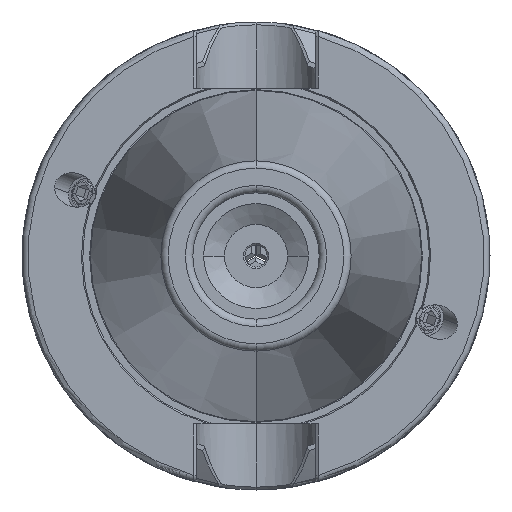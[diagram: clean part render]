
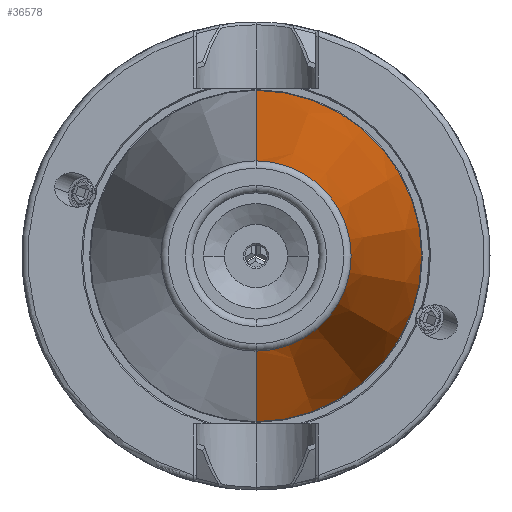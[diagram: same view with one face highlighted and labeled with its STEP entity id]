
A CAD part, front view. The second image highlights one B-rep face of the part: STEP entity #36578.
In plain terms, the highlighted conical face has half-angle 8.297 degrees and reference radius 12.688 mm.
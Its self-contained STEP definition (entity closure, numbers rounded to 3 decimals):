
#670 = CARTESIAN_POINT ( 'NONE',  ( 0., -1.5, 22.298 ) ) ;
#840 = CONICAL_SURFACE ( 'NONE', #15383, 12.687, 0.145 ) ;
#2465 = AXIS2_PLACEMENT_3D ( 'NONE', #7559, #27580, #10427 ) ;
#2927 = ORIENTED_EDGE ( 'NONE', *, *, #19722, .T. ) ;
#3052 = CIRCLE ( 'NONE', #10504, 12.812 ) ;
#4555 = VERTEX_POINT ( 'NONE', #21032 ) ;
#5556 = VERTEX_POINT ( 'NONE', #670 ) ;
#7559 = CARTESIAN_POINT ( 'NONE',  ( 0., -1.5, 0. ) ) ;
#7657 = CIRCLE ( 'NONE', #2465, 22.298 ) ;
#8028 = VECTOR ( 'NONE', #27355, 1000. ) ;
#9653 = CARTESIAN_POINT ( 'NONE',  ( 0., -1.5, -22.298 ) ) ;
#10295 = EDGE_CURVE ( 'NONE', #33562, #13222, #20040, .T. ) ;
#10427 = DIRECTION ( 'NONE',  ( 0., 0., 1. ) ) ;
#10504 = AXIS2_PLACEMENT_3D ( 'NONE', #29838, #12675, #32775 ) ;
#10924 = CARTESIAN_POINT ( 'NONE',  ( 0., -67.4, -12.687 ) ) ;
#12136 = ORIENTED_EDGE ( 'NONE', *, *, #29517, .F. ) ;
#12675 = DIRECTION ( 'NONE',  ( 0., 1., 0. ) ) ;
#13222 = VERTEX_POINT ( 'NONE', #9653 ) ;
#14599 = ORIENTED_EDGE ( 'NONE', *, *, #19202, .F. ) ;
#15383 = AXIS2_PLACEMENT_3D ( 'NONE', #31145, #16711, #28240 ) ;
#16711 = DIRECTION ( 'NONE',  ( 0., 1., 0. ) ) ;
#19202 = EDGE_CURVE ( 'NONE', #4555, #5556, #29977, .T. ) ;
#19722 = EDGE_CURVE ( 'NONE', #4555, #33562, #3052, .T. ) ;
#20040 = LINE ( 'NONE', #10924, #34441 ) ;
#21032 = CARTESIAN_POINT ( 'NONE',  ( 0., -66.544, 12.812 ) ) ;
#21553 = ORIENTED_EDGE ( 'NONE', *, *, #10295, .T. ) ;
#24468 = CARTESIAN_POINT ( 'NONE',  ( 0., -67.4, 12.687 ) ) ;
#24566 = FACE_OUTER_BOUND ( 'NONE', #27272, .T. ) ;
#27272 = EDGE_LOOP ( 'NONE', ( #2927, #21553, #12136, #14599 ) ) ;
#27355 = DIRECTION ( 'NONE',  ( 0., 0.99, 0.144 ) ) ;
#27453 = CARTESIAN_POINT ( 'NONE',  ( 0., -66.544, -12.812 ) ) ;
#27580 = DIRECTION ( 'NONE',  ( 0., 1., 0. ) ) ;
#28240 = DIRECTION ( 'NONE',  ( 0., 0., 1. ) ) ;
#29517 = EDGE_CURVE ( 'NONE', #5556, #13222, #7657, .T. ) ;
#29838 = CARTESIAN_POINT ( 'NONE',  ( 0., -66.544, 0. ) ) ;
#29977 = LINE ( 'NONE', #24468, #8028 ) ;
#31145 = CARTESIAN_POINT ( 'NONE',  ( 0., -67.4, 0. ) ) ;
#32775 = DIRECTION ( 'NONE',  ( 0., 0., -1. ) ) ;
#33562 = VERTEX_POINT ( 'NONE', #27453 ) ;
#34441 = VECTOR ( 'NONE', #36791, 1000. ) ;
#36578 = ADVANCED_FACE ( 'NONE', ( #24566 ), #840, .T. ) ;
#36791 = DIRECTION ( 'NONE',  ( 0., 0.99, -0.144 ) ) ;
